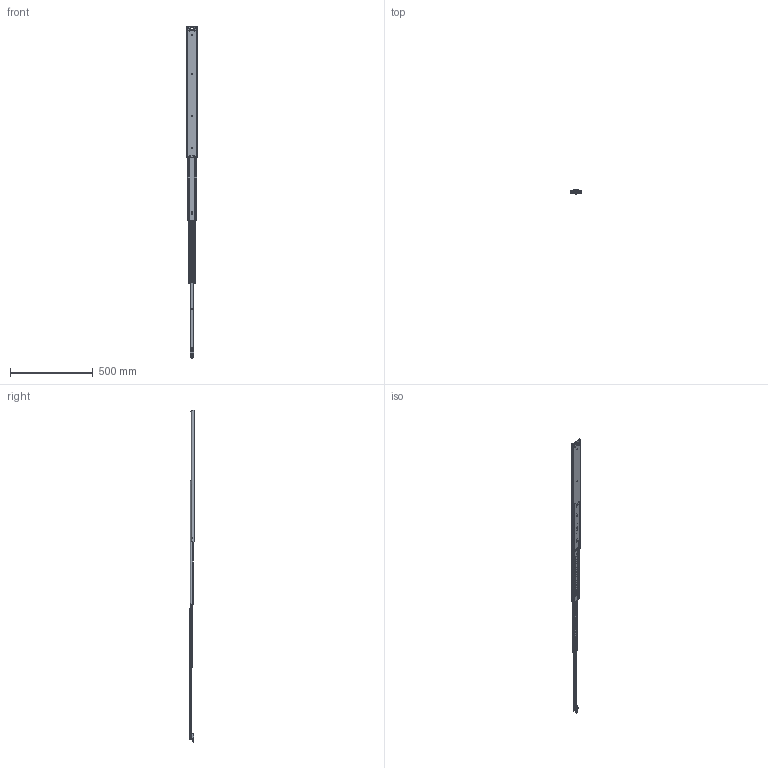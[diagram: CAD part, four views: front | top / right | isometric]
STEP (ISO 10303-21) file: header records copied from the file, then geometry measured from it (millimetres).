
FILE_DESCRIPTION(/* description */ ('CONDOR 800.0 / 1200 (25.1mm)'),/* implementation_level */ '2;1');
FILE_NAME(/* name */ '111-M37_01_out.stp',/* time_stamp */ '2024-05-14T09:39:47+02:00',/* author */ ('m.meijers'),/* organization */ (''),/* preprocessor_version */ 'ST-DEVELOPER v18.1',/* originating_system */ 'Autodesk Inventor 2022',/* authorisation */ '');
FILE_SCHEMA (('AUTOMOTIVE_DESIGN { 1 0 10303 214 3 1 1 }'));
Products named in the file (23): 111-M37; 111-M37_1; 111-M37_2; 111-M37_3; 111-M37_4; 111-M37_5; 111-M37_6; 111-M37_7; 111-M37_8; 111-M37_9; 111-M37_10; 111-M37_11; 111-M37_12; 111-M37_13; 111-M37_14; 111-M37_15; 111-M37_16; 111-M37_17; 111-M37_18; 921587; 921615; 921614; 922063
Assembly tree (144 placements, depth 4):
  111-M37
    111-M37_2
    111-M37_1
      111-M37_2
      111-M37_3
    111-M37_4
      111-M37_5
      111-M37_6  x38
    111-M37_7
      111-M37_8
    111-M37_9
      111-M37_10
      111-M37_11  x44
    111-M37_12
      111-M37_13
    111-M37_14
      111-M37_15
      111-M37_16  x42
    111-M37_17
      111-M37_18
      921587
      921615
        921614
        922063
Bounding box: 70.9 x 25.16 x 2012.2 mm (x, y, z)
Volume: 497675.6 mm3; surface area: 612529.5 mm2
Topology: 134 solids, 134 shells, 3096 faces, 9056 edges, 5962 vertices
Faces by surface type: plane 1581, cylinder 1271, sphere 128, cone 62, bspline 40, torus 14
Full cylindrical faces by diameter (mm): 2 x1, 4.5 x1, 8 x5, 11 x2, 12 x1
Entity records: 106306 total; most frequent: CARTESIAN_POINT 23688, ORIENTED_EDGE 17374, DIRECTION 17292, EDGE_CURVE 8687, AXIS2_PLACEMENT_3D 5836, VERTEX_POINT 5720, LINE 5620, VECTOR 5620
